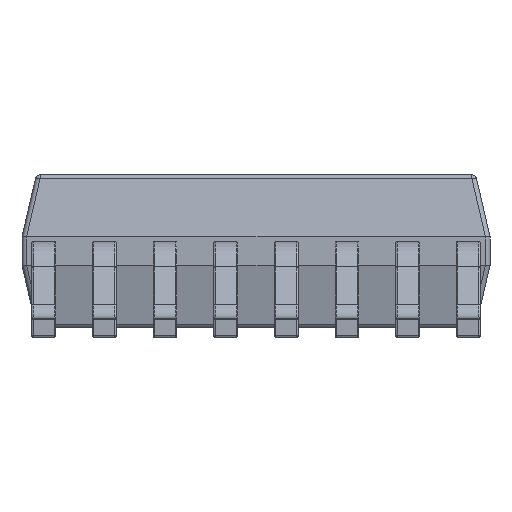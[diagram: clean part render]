
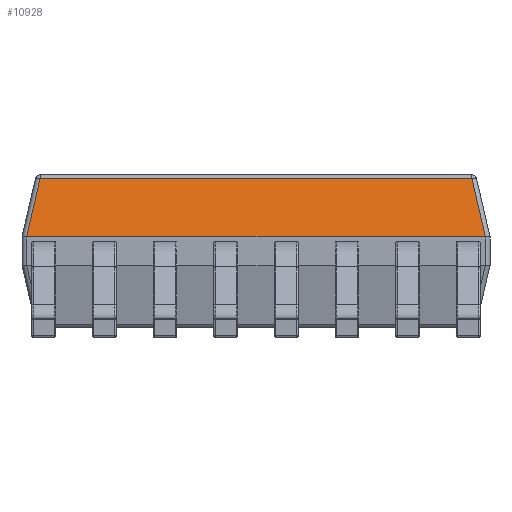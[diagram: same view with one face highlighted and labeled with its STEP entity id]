
A CAD part, left-side view. The second image highlights one B-rep face of the part: STEP entity #10928.
In plain terms, the highlighted planar face has unit normal (-0.974, 0, 0.225).
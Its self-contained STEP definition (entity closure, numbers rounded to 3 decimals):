
#221 =( BOUNDED_CURVE ( )  B_SPLINE_CURVE ( 3, ( #29913, #4310, #47625, #55962 ),
 .UNSPECIFIED., .F., .F. ) 
 B_SPLINE_CURVE_WITH_KNOTS ( ( 4, 4 ),
 ( 0., 0.025 ),
 .UNSPECIFIED. ) 
 CURVE ( )  GEOMETRIC_REPRESENTATION_ITEM ( )  RATIONAL_B_SPLINE_CURVE ( ( 1., 1., 1., 1. ) ) 
 REPRESENTATION_ITEM ( '' )  );
#1783 = EDGE_CURVE ( 'NONE', #12022, #52468, #49579, .T. ) ;
#2271 = DIRECTION ( 'NONE',  ( 0.219, 0.219, 0.951 ) ) ;
#2418 = DIRECTION ( 'NONE',  ( 0., 1., 0. ) ) ;
#3159 = DIRECTION ( 'NONE',  ( 0., 1., 0. ) ) ;
#3856 = AXIS2_PLACEMENT_3D ( 'NONE', #38423, #42253, #3159 ) ;
#4310 = CARTESIAN_POINT ( 'NONE',  ( -1.95, -2.4, 0.95 ) ) ;
#6837 = EDGE_CURVE ( 'NONE', #52468, #27519, #11122, .T. ) ;
#8631 = EDGE_CURVE ( 'NONE', #53881, #9058, #53360, .T. ) ;
#8783 = VERTEX_POINT ( 'NONE', #42461 ) ;
#9058 = VERTEX_POINT ( 'NONE', #25828 ) ;
#9367 = VECTOR ( 'NONE', #2271, 1000. ) ;
#10534 = ORIENTED_EDGE ( 'NONE', *, *, #22312, .T. ) ;
#10928 = ADVANCED_FACE ( 'NONE', ( #18842 ), #53931, .T. ) ;
#11027 = ORIENTED_EDGE ( 'NONE', *, *, #31168, .T. ) ;
#11122 = LINE ( 'NONE', #28680, #28262 ) ;
#12022 = VERTEX_POINT ( 'NONE', #40762 ) ;
#13743 = CARTESIAN_POINT ( 'NONE',  ( -1.95, 2.401, 0.95 ) ) ;
#17693 = CARTESIAN_POINT ( 'NONE',  ( -1.95, 2.401, 0.95 ) ) ;
#18213 = ORIENTED_EDGE ( 'NONE', *, *, #8631, .T. ) ;
#18842 = FACE_OUTER_BOUND ( 'NONE', #31649, .T. ) ;
#19522 = CARTESIAN_POINT ( 'NONE',  ( -1.809, 2.26, 1.561 ) ) ;
#22312 = EDGE_CURVE ( 'NONE', #8783, #12022, #221, .T. ) ;
#23783 = LINE ( 'NONE', #37194, #41576 ) ;
#23941 = VECTOR ( 'NONE', #30631, 1000. ) ;
#25828 = CARTESIAN_POINT ( 'NONE',  ( -1.95, 2.4, 0.95 ) ) ;
#26748 = EDGE_CURVE ( 'NONE', #8783, #9058, #23783, .T. ) ;
#27355 = CARTESIAN_POINT ( 'NONE',  ( -1.95, 2.4, 0.95 ) ) ;
#27519 = VERTEX_POINT ( 'NONE', #19522 ) ;
#28262 = VECTOR ( 'NONE', #46966, 1000. ) ;
#28680 = CARTESIAN_POINT ( 'NONE',  ( -1.809, 0., 1.561 ) ) ;
#29913 = CARTESIAN_POINT ( 'NONE',  ( -1.95, -2.4, 0.95 ) ) ;
#30071 = ORIENTED_EDGE ( 'NONE', *, *, #26748, .F. ) ;
#30631 = DIRECTION ( 'NONE',  ( -0.219, 0.219, -0.951 ) ) ;
#31168 = EDGE_CURVE ( 'NONE', #27519, #53881, #44073, .T. ) ;
#31649 = EDGE_LOOP ( 'NONE', ( #30071, #10534, #44733, #47441, #11027, #18213 ) ) ;
#37194 = CARTESIAN_POINT ( 'NONE',  ( -1.95, 2.45, 0.95 ) ) ;
#38423 = CARTESIAN_POINT ( 'NONE',  ( -1.8, 0., 1.6 ) ) ;
#40223 = CARTESIAN_POINT ( 'NONE',  ( -1.95, 2.4, 0.95 ) ) ;
#40762 = CARTESIAN_POINT ( 'NONE',  ( -1.95, -2.401, 0.95 ) ) ;
#41576 = VECTOR ( 'NONE', #2418, 1000. ) ;
#42253 = DIRECTION ( 'NONE',  ( -0.974, 0., 0.225 ) ) ;
#42461 = CARTESIAN_POINT ( 'NONE',  ( -1.95, -2.4, 0.95 ) ) ;
#44073 = LINE ( 'NONE', #52361, #23941 ) ;
#44733 = ORIENTED_EDGE ( 'NONE', *, *, #1783, .T. ) ;
#46966 = DIRECTION ( 'NONE',  ( 0., 1., 0. ) ) ;
#47441 = ORIENTED_EDGE ( 'NONE', *, *, #6837, .T. ) ;
#47625 = CARTESIAN_POINT ( 'NONE',  ( -1.95, -2.401, 0.95 ) ) ;
#49579 = LINE ( 'NONE', #50418, #9367 ) ;
#50395 = CARTESIAN_POINT ( 'NONE',  ( -1.809, -2.26, 1.561 ) ) ;
#50418 = CARTESIAN_POINT ( 'NONE',  ( -1.692, -2.143, 2.07 ) ) ;
#52262 = CARTESIAN_POINT ( 'NONE',  ( -1.95, 2.401, 0.95 ) ) ;
#52361 = CARTESIAN_POINT ( 'NONE',  ( -1.692, 2.143, 2.07 ) ) ;
#52468 = VERTEX_POINT ( 'NONE', #50395 ) ;
#53360 =( BOUNDED_CURVE ( )  B_SPLINE_CURVE ( 3, ( #17693, #13743, #40223, #27355 ),
 .UNSPECIFIED., .F., .F. ) 
 B_SPLINE_CURVE_WITH_KNOTS ( ( 4, 4 ),
 ( 6.258, 6.283 ),
 .UNSPECIFIED. ) 
 CURVE ( )  GEOMETRIC_REPRESENTATION_ITEM ( )  RATIONAL_B_SPLINE_CURVE ( ( 1., 1., 1., 1. ) ) 
 REPRESENTATION_ITEM ( '' )  );
#53881 = VERTEX_POINT ( 'NONE', #52262 ) ;
#53931 = PLANE ( 'NONE',  #3856 ) ;
#55962 = CARTESIAN_POINT ( 'NONE',  ( -1.95, -2.401, 0.95 ) ) ;
